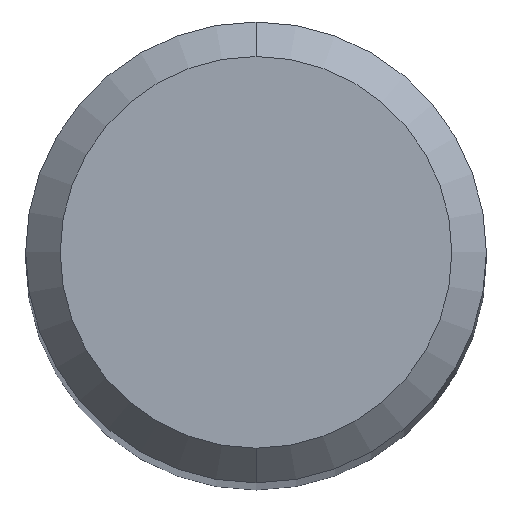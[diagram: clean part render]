
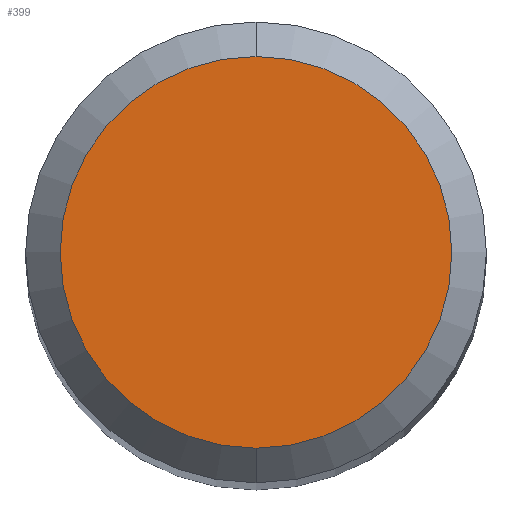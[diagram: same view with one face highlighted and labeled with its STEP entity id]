
A CAD part, top view. The second image highlights one B-rep face of the part: STEP entity #399.
In plain terms, the highlighted planar face has unit normal (0, 0, 1).
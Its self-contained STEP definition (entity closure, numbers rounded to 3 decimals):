
#199=EDGE_CURVE('',#211,#277,#507,.T.);
#211=VERTEX_POINT('',#520);
#277=VERTEX_POINT('',#593);
#387=EDGE_CURVE('',#277,#211,#719,.T.);
#399=ADVANCED_FACE('',(#731),#732,.T.);
#507=CIRCLE('',#861,1.7);
#520=CARTESIAN_POINT('',(0.0,1.7,0.0));
#593=CARTESIAN_POINT('',(0.,-1.7,0.0));
#719=CIRCLE('',#1280,1.7);
#731=FACE_OUTER_BOUND('',#1294,.T.);
#732=PLANE('',#1295);
#861=AXIS2_PLACEMENT_3D('',#1457,#1458,#1459);
#1280=AXIS2_PLACEMENT_3D('',#1737,#1738,#1739);
#1294=EDGE_LOOP('',(#1742,#1743));
#1295=AXIS2_PLACEMENT_3D('',#1744,#1745,#1746);
#1457=CARTESIAN_POINT('',(0.0,0.0,0.0));
#1458=DIRECTION('',(0.0,0.0,-1.0));
#1459=DIRECTION('',(0.0,1.0,0.0));
#1737=CARTESIAN_POINT('',(0.0,0.0,0.0));
#1738=DIRECTION('',(0.0,0.0,-1.0));
#1739=DIRECTION('',(0.0,1.0,0.0));
#1742=ORIENTED_EDGE('',*,*,#199,.F.);
#1743=ORIENTED_EDGE('',*,*,#387,.F.);
#1744=CARTESIAN_POINT('',(0.0,0.85,0.0));
#1745=DIRECTION('',(-0.0,0.0,1.0));
#1746=DIRECTION('',(0.0,-1.0,0.0));
